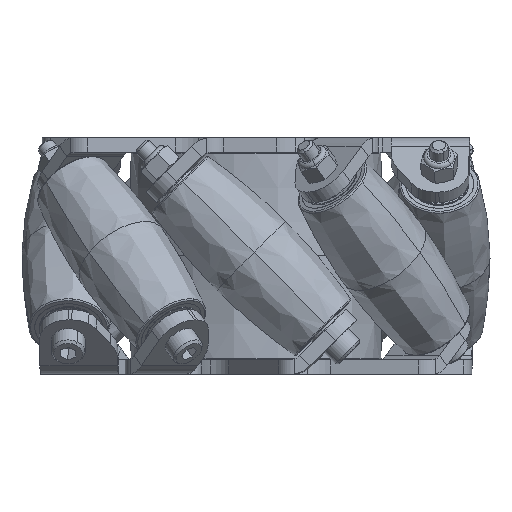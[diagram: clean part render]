
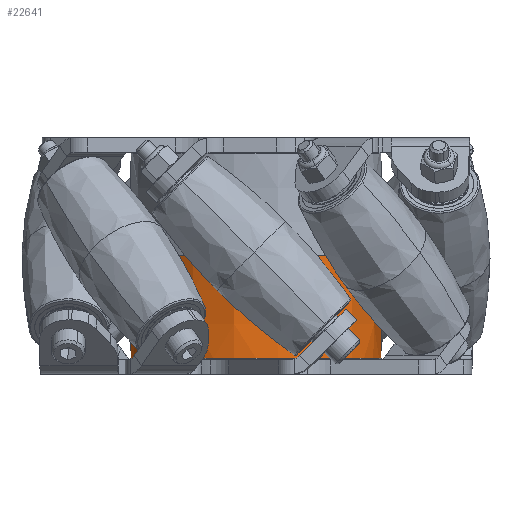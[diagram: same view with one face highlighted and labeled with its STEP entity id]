
A CAD part, front view. The second image highlights one B-rep face of the part: STEP entity #22641.
In plain terms, the highlighted conical face has half-angle 1 degrees and reference radius 20.637 mm.
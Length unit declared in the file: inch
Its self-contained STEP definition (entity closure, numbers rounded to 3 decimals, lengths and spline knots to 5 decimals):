
#1276 = EDGE_LOOP ( 'NONE', ( #4656, #7581, #21631, #14785 ) ) ;
#1470 = CIRCLE ( 'NONE', #23576, 0.8125 ) ;
#2696 = CARTESIAN_POINT ( 'NONE',  ( 0., 0., 0. ) ) ;
#3388 = VERTEX_POINT ( 'NONE', #3704 ) ;
#3429 = AXIS2_PLACEMENT_3D ( 'NONE', #2696, #24059, #8829 ) ;
#3704 = CARTESIAN_POINT ( 'NONE',  ( -0.8125, 0., 0. ) ) ;
#3715 = CARTESIAN_POINT ( 'NONE',  ( 0., 0., 0. ) ) ;
#4069 = EDGE_CURVE ( 'NONE', #10672, #21808, #9262, .T. ) ;
#4656 = ORIENTED_EDGE ( 'NONE', *, *, #4069, .T. ) ;
#5662 = CARTESIAN_POINT ( 'NONE',  ( -0.80106, 0., -0.65567 ) ) ;
#6349 = DIRECTION ( 'NONE',  ( 0.017, 0., 1. ) ) ;
#7581 = ORIENTED_EDGE ( 'NONE', *, *, #15443, .T. ) ;
#8829 = DIRECTION ( 'NONE',  ( -1., 0., 0. ) ) ;
#8960 = EDGE_CURVE ( 'NONE', #10672, #3388, #36934, .T. ) ;
#9018 = FACE_OUTER_BOUND ( 'NONE', #1276, .T. ) ;
#9259 = DIRECTION ( 'NONE',  ( -1., 0., 0. ) ) ;
#9262 = CIRCLE ( 'NONE', #15558, 0.80106 ) ;
#10041 = DIRECTION ( 'NONE',  ( 0., 0., 1. ) ) ;
#10672 = VERTEX_POINT ( 'NONE', #5662 ) ;
#14785 = ORIENTED_EDGE ( 'NONE', *, *, #8960, .F. ) ;
#15300 = CARTESIAN_POINT ( 'NONE',  ( 0.8125, 0., 0. ) ) ;
#15411 = CARTESIAN_POINT ( 'NONE',  ( -0.8125, 0., 0. ) ) ;
#15443 = EDGE_CURVE ( 'NONE', #21808, #16113, #21393, .T. ) ;
#15558 = AXIS2_PLACEMENT_3D ( 'NONE', #34720, #10041, #19306 ) ;
#15771 = DIRECTION ( 'NONE',  ( 0., 0., -1. ) ) ;
#16113 = VERTEX_POINT ( 'NONE', #15300 ) ;
#19306 = DIRECTION ( 'NONE',  ( -1., 0., 0. ) ) ;
#20734 = CARTESIAN_POINT ( 'NONE',  ( 0.80106, 0., -0.65567 ) ) ;
#21142 = DIRECTION ( 'NONE',  ( -0.017, 0., 1. ) ) ;
#21393 = LINE ( 'NONE', #33606, #30978 ) ;
#21631 = ORIENTED_EDGE ( 'NONE', *, *, #26642, .T. ) ;
#21743 = CONICAL_SURFACE ( 'NONE', #3429, 0.8125, 0.017 ) ;
#21808 = VERTEX_POINT ( 'NONE', #20734 ) ;
#22641 = ADVANCED_FACE ( 'NONE', ( #9018 ), #21743, .T. ) ;
#23576 = AXIS2_PLACEMENT_3D ( 'NONE', #3715, #15771, #9259 ) ;
#24059 = DIRECTION ( 'NONE',  ( 0., 0., 1. ) ) ;
#26642 = EDGE_CURVE ( 'NONE', #16113, #3388, #1470, .T. ) ;
#30978 = VECTOR ( 'NONE', #6349, 39.37008 ) ;
#32685 = VECTOR ( 'NONE', #21142, 39.37008 ) ;
#33606 = CARTESIAN_POINT ( 'NONE',  ( 0.8125, 0., 0. ) ) ;
#34720 = CARTESIAN_POINT ( 'NONE',  ( 0., 0., -0.65567 ) ) ;
#36934 = LINE ( 'NONE', #15411, #32685 ) ;
